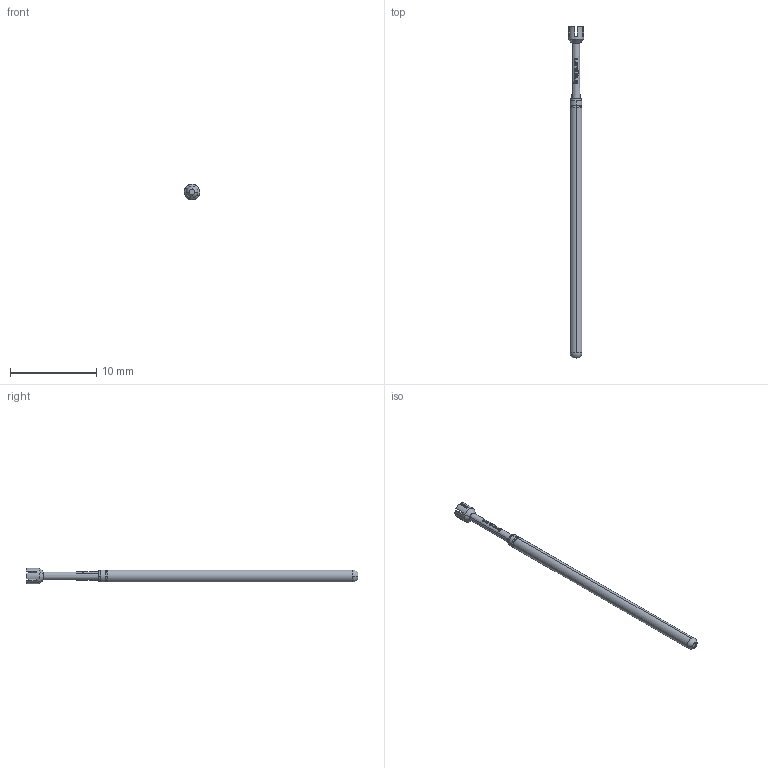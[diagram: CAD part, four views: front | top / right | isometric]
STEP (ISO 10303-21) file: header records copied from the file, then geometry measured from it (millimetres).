
FILE_DESCRIPTION (( 'STEP AP203' ), '1' );
FILE_NAME ('INGUN_GKS-100_319_180_A_xx00_E.STEP', '2021-10-29T08:57:31', ( 'ochi' ), ( '' ), 'SwSTEP 2.0', 'SolidWorks 2018', '' );
FILE_SCHEMA (( 'CONFIG_CONTROL_DESIGN' ));
Length unit declared in the file: millimetre
Products named in the file (1): INGUN_GKS-100_319_180_A_xx00_E
Bounding box: 1.8 x 38.4 x 1.8 mm (x, y, z)
Volume: 51.1 mm3; surface area: 169.1 mm2
Topology: 1 solids, 1 shells, 115 faces, 314 edges, 206 vertices
Faces by surface type: bspline 61, cone 23, plane 15, cylinder 8, torus 6, sphere 2
Entity records: 4785 total; most frequent: CARTESIAN_POINT 2347, ORIENTED_EDGE 624, EDGE_CURVE 312, DIRECTION 272, B_SPLINE_CURVE_WITH_KNOTS 210, VERTEX_POINT 206, EDGE_LOOP 122, AXIS2_PLACEMENT_3D 115
